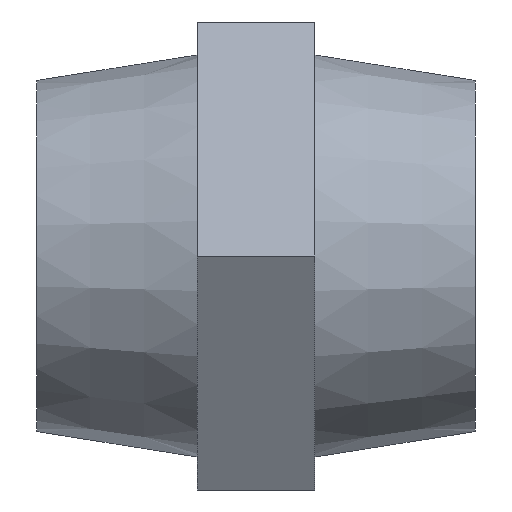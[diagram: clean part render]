
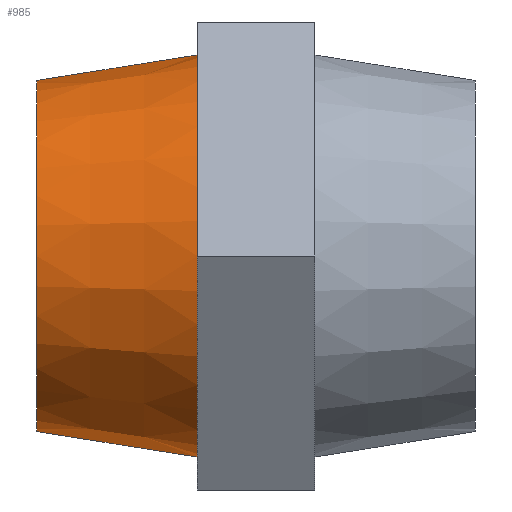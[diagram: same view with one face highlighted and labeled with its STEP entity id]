
A CAD part, left-side view. The second image highlights one B-rep face of the part: STEP entity #985.
In plain terms, the highlighted conical face has half-angle 9.039 degrees and reference radius 13.75 mm.
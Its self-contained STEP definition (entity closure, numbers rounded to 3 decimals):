
#3 = EDGE_CURVE ( 'NONE', #3103, #1956, #2583, .T. ) ;
#72 = VERTEX_POINT ( 'NONE', #1621 ) ;
#196 = CONICAL_SURFACE ( 'NONE', #1024, 13.75, 0.158 ) ;
#314 = VERTEX_POINT ( 'NONE', #2322 ) ;
#352 = CARTESIAN_POINT ( 'NONE',  ( 0., 4., -13.75 ) ) ;
#395 = AXIS2_PLACEMENT_3D ( 'NONE', #1906, #2896, #661 ) ;
#445 = FACE_OUTER_BOUND ( 'NONE', #3004, .T. ) ;
#495 = VECTOR ( 'NONE', #2319, 1000. ) ;
#569 = LINE ( 'NONE', #1566, #495 ) ;
#661 = DIRECTION ( 'NONE',  ( 0., 0., -1. ) ) ;
#959 = DIRECTION ( 'NONE',  ( 0., 0., -1. ) ) ;
#985 = ADVANCED_FACE ( 'NONE', ( #445 ), #196, .T. ) ;
#1008 = CIRCLE ( 'NONE', #2577, 13.75 ) ;
#1024 = AXIS2_PLACEMENT_3D ( 'NONE', #1437, #1421, #959 ) ;
#1316 = CARTESIAN_POINT ( 'NONE',  ( 0., 15., -12. ) ) ;
#1342 = DIRECTION ( 'NONE',  ( 0., -0.988, -0.157 ) ) ;
#1421 = DIRECTION ( 'NONE',  ( 0., -1., 0. ) ) ;
#1437 = CARTESIAN_POINT ( 'NONE',  ( 0., 4., 0. ) ) ;
#1566 = CARTESIAN_POINT ( 'NONE',  ( 0., 4., 13.75 ) ) ;
#1621 = CARTESIAN_POINT ( 'NONE',  ( 0., 15., 12. ) ) ;
#1700 = ORIENTED_EDGE ( 'NONE', *, *, #2447, .F. ) ;
#1738 = DIRECTION ( 'NONE',  ( 0., 0., -1. ) ) ;
#1740 = ORIENTED_EDGE ( 'NONE', *, *, #2823, .T. ) ;
#1791 = CARTESIAN_POINT ( 'NONE',  ( 0., 4., -13.75 ) ) ;
#1879 = VECTOR ( 'NONE', #1342, 1000. ) ;
#1906 = CARTESIAN_POINT ( 'NONE',  ( 0., 15., 0. ) ) ;
#1956 = VERTEX_POINT ( 'NONE', #1791 ) ;
#2003 = CIRCLE ( 'NONE', #395, 12. ) ;
#2319 = DIRECTION ( 'NONE',  ( 0., -0.988, 0.157 ) ) ;
#2322 = CARTESIAN_POINT ( 'NONE',  ( 0., 4., 13.75 ) ) ;
#2447 = EDGE_CURVE ( 'NONE', #314, #1956, #1008, .T. ) ;
#2487 = DIRECTION ( 'NONE',  ( 0., -1., 0. ) ) ;
#2540 = EDGE_CURVE ( 'NONE', #72, #314, #569, .T. ) ;
#2560 = ORIENTED_EDGE ( 'NONE', *, *, #3, .T. ) ;
#2577 = AXIS2_PLACEMENT_3D ( 'NONE', #3045, #2487, #1738 ) ;
#2583 = LINE ( 'NONE', #352, #1879 ) ;
#2823 = EDGE_CURVE ( 'NONE', #72, #3103, #2003, .T. ) ;
#2896 = DIRECTION ( 'NONE',  ( 0., -1., 0. ) ) ;
#2990 = ORIENTED_EDGE ( 'NONE', *, *, #2540, .F. ) ;
#3004 = EDGE_LOOP ( 'NONE', ( #2990, #1740, #2560, #1700 ) ) ;
#3045 = CARTESIAN_POINT ( 'NONE',  ( 0., 4., 0. ) ) ;
#3103 = VERTEX_POINT ( 'NONE', #1316 ) ;
